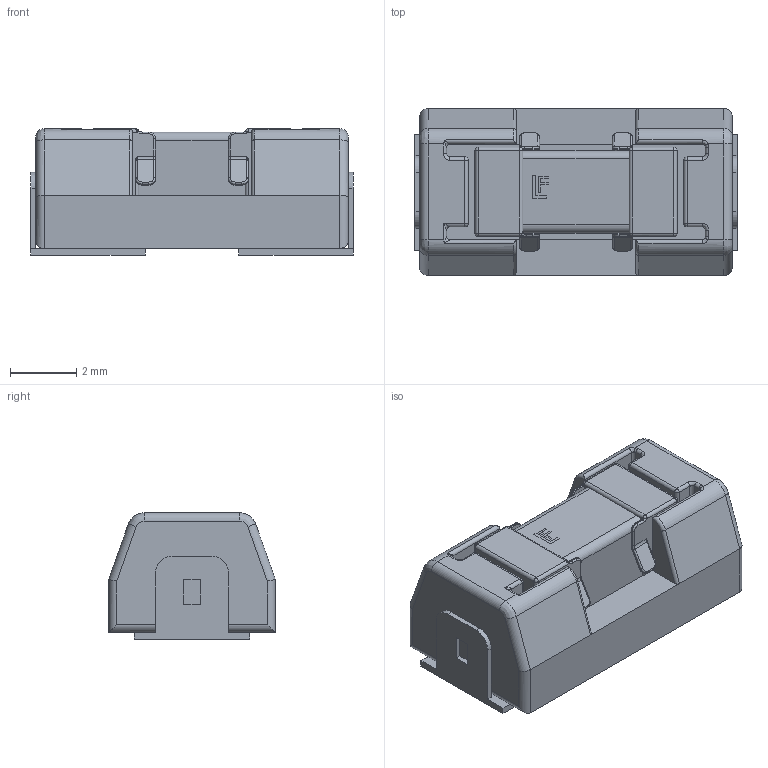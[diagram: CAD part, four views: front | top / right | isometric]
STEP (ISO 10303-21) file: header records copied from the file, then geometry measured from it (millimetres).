
FILE_DESCRIPTION(/* description */ (''),/* implementation_level */ '2;1');
FILE_NAME(/* name */ '1.stp',/* time_stamp */ '2019-08-20T13:35:21+02:00',/* author */ ('Karem'),/* organization */ (''),/* preprocessor_version */ 'ST-DEVELOPER v15.6',/* originating_system */ 'Autodesk Inventor 2015',/* authorisation */ '');
FILE_SCHEMA (('AUTOMOTIVE_DESIGN { 1 0 10303 214 3 1 1 }'));
Length unit declared in the file: millimetre
Products named in the file (6): 1; 2; 3; 4; logo
Bounding box: 9.73 x 5.03 x 3.81 mm (x, y, z)
Volume: 140.5 mm3; surface area: 407.8 mm2
Topology: 8 solids, 8 shells, 404 faces, 952 edges, 562 vertices
Faces by surface type: cylinder 144, plane 124, bspline 69, torus 55, sphere 12
Entity records: 13289 total; most frequent: CARTESIAN_POINT 4024, DIRECTION 1925, ORIENTED_EDGE 1900, EDGE_CURVE 950, AXIS2_PLACEMENT_3D 740, VERTEX_POINT 562, LINE 445, VECTOR 445
